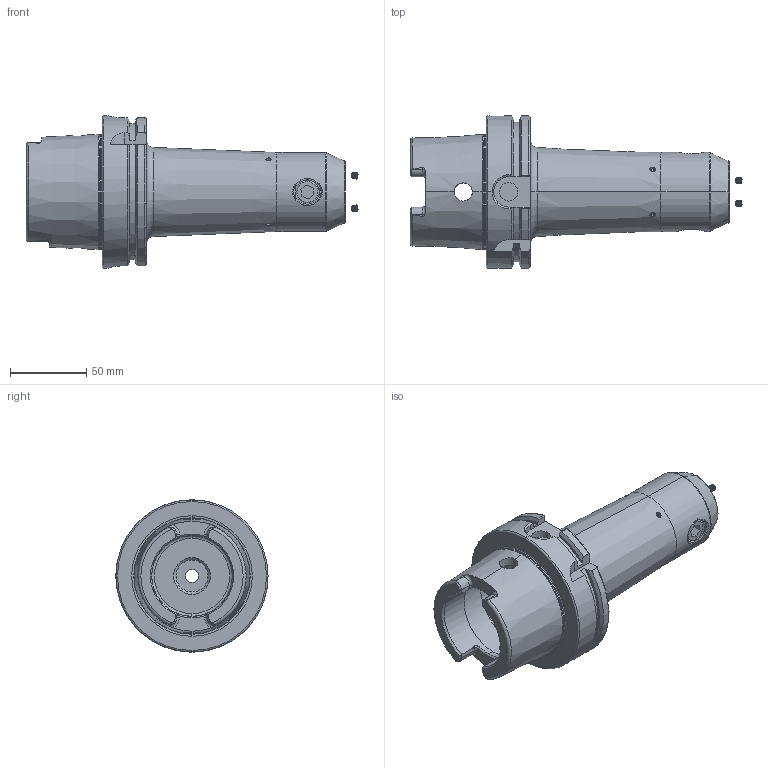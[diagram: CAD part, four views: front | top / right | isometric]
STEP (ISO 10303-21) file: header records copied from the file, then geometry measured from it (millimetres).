
FILE_DESCRIPTION (( 'STEP AP203' ), '1' );
FILE_NAME ('91100A-WK20160.STEP', '2022-07-19T12:35:44', ( '' ), ( '' ), 'SwSTEP 2.0', 'SolidWorks 2018', '' );
FILE_SCHEMA (( 'CONFIG_CONTROL_DESIGN' ));
Length unit declared in the file: millimetre
Products named in the file (5): HSKA100EK20160WW-R02; GS-M16X16-DIN1835-B_ISO 4026 - M16 x 10-N; GS-M4X4_DIN 913 - M4 x 4-N; 91100A-WK20160; HSKA100EK20160WW-R01_ISO
Assembly tree (11 placements, depth 3):
  91100A-WK20160
    HSKA100EK20160WW-R01_ISO
      HSKA100EK20160WW-R02
      GS-M16X16-DIN1835-B_ISO 4026 - M16 x 10-N
      GS-M4X4_DIN 913 - M4 x 4-N  x8
Bounding box: 218.28 x 100 x 100 mm (x, y, z)
Volume: 527821.9 mm3; surface area: 80924.7 mm2
Topology: 10 solids, 10 shells, 606 faces, 1533 edges, 957 vertices
Faces by surface type: cone 271, cylinder 158, plane 132, torus 33, bspline 10, sphere 2
Entity records: 10887 total; most frequent: CARTESIAN_POINT 3686, ORIENTED_EDGE 1382, DIRECTION 1356, EDGE_CURVE 691, AXIS2_PLACEMENT_3D 545, VERTEX_POINT 425, EDGE_LOOP 306, ADVANCED_FACE 277
